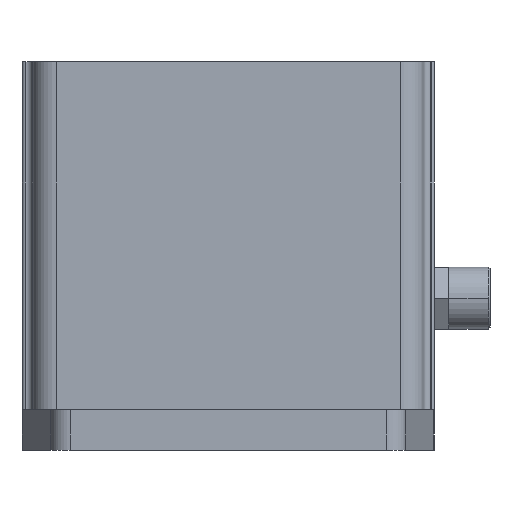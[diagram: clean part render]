
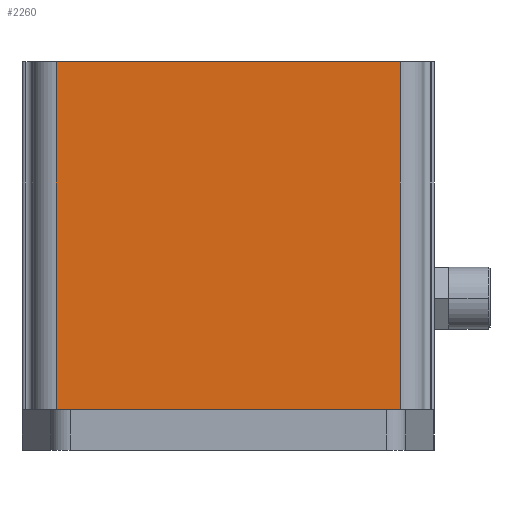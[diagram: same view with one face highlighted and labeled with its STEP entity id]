
A CAD part, left-side view. The second image highlights one B-rep face of the part: STEP entity #2260.
In plain terms, the highlighted planar face has unit normal (-1, 0, 0).
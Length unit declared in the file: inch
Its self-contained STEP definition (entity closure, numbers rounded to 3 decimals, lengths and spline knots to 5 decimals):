
#509=DIRECTION('',(0.,-1.,0.));
#510=VECTOR('',#509,2.16);
#511=CARTESIAN_POINT('',(-2.365,1.08,0.256));
#512=LINE('',#511,#510);
#699=DIRECTION('',(0.,0.,1.));
#700=VECTOR('',#699,2.185);
#701=CARTESIAN_POINT('',(-2.365,-1.08,0.256));
#702=LINE('',#701,#700);
#703=DIRECTION('',(0.,0.,1.));
#704=VECTOR('',#703,2.185);
#705=CARTESIAN_POINT('',(-2.365,1.08,0.256));
#706=LINE('',#705,#704);
#732=DIRECTION('',(0.,-1.,0.));
#733=VECTOR('',#732,2.16);
#734=CARTESIAN_POINT('',(-2.365,1.08,2.441));
#735=LINE('',#734,#733);
#1451=CARTESIAN_POINT('',(-2.365,-1.08,2.441));
#1453=VERTEX_POINT('',#1451);
#1497=CARTESIAN_POINT('',(-2.365,1.08,2.441));
#1498=VERTEX_POINT('',#1497);
#1499=CARTESIAN_POINT('',(-2.365,-1.08,0.256));
#1501=VERTEX_POINT('',#1499);
#1545=CARTESIAN_POINT('',(-2.365,1.08,0.256));
#1546=VERTEX_POINT('',#1545);
#2247=CARTESIAN_POINT('',(-2.365,1.08,0.256));
#2248=DIRECTION('',(-1.,0.,0.));
#2249=DIRECTION('',(0.,-1.,0.));
#2250=AXIS2_PLACEMENT_3D('',#2247,#2248,#2249);
#2251=PLANE('',#2250);
#2252=ORIENTED_EDGE('',*,*,#1808,.F.);
#2254=ORIENTED_EDGE('',*,*,#2253,.T.);
#2256=ORIENTED_EDGE('',*,*,#2255,.T.);
#2257=ORIENTED_EDGE('',*,*,#2238,.F.);
#2258=EDGE_LOOP('',(#2252,#2254,#2256,#2257));
#2259=FACE_OUTER_BOUND('',#2258,.F.);
#1808=EDGE_CURVE('',#1546,#1501,#512,.T.);
#2238=EDGE_CURVE('',#1501,#1453,#702,.T.);
#2253=EDGE_CURVE('',#1546,#1498,#706,.T.);
#2255=EDGE_CURVE('',#1498,#1453,#735,.T.);
#2260=ADVANCED_FACE('',(#2259),#2251,.T.);
